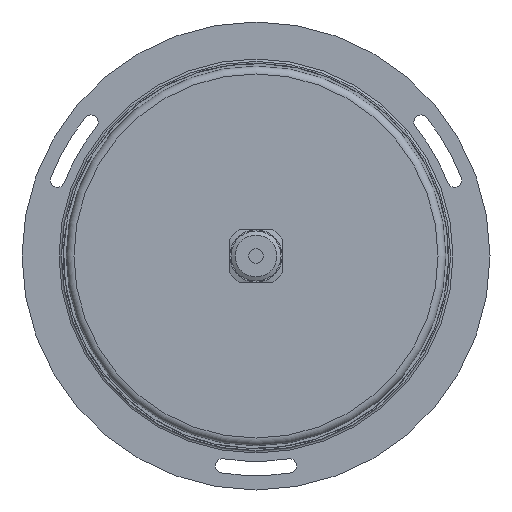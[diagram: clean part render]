
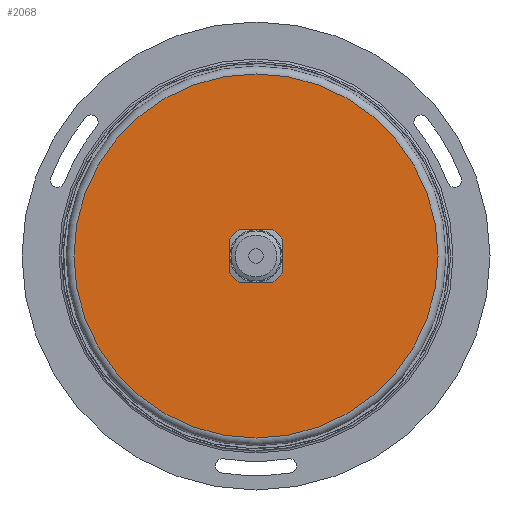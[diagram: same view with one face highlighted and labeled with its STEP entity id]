
A CAD part, front view. The second image highlights one B-rep face of the part: STEP entity #2068.
In plain terms, the highlighted planar face has unit normal (0, -1, 0).
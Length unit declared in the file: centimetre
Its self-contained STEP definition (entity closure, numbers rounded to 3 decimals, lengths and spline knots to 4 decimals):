
#33=FACE_BOUND('',#417,.T.);
#121=PLANE('',#2211);
#287=FACE_OUTER_BOUND('',#416,.T.);
#416=EDGE_LOOP('',(#1522));
#417=EDGE_LOOP('',(#1523));
#664=CIRCLE('',#2212,7.625);
#665=CIRCLE('',#2213,1.05);
#993=VERTEX_POINT('',#3424);
#994=VERTEX_POINT('',#3426);
#1204=EDGE_CURVE('',#993,#993,#664,.T.);
#1205=EDGE_CURVE('',#994,#994,#665,.T.);
#1522=ORIENTED_EDGE('',*,*,#1204,.T.);
#1523=ORIENTED_EDGE('',*,*,#1205,.T.);
#2068=ADVANCED_FACE('',(#287,#33),#121,.F.);
#2211=AXIS2_PLACEMENT_3D('',#3423,#2479,#2480);
#2212=AXIS2_PLACEMENT_3D('',#3425,#2481,#2482);
#2213=AXIS2_PLACEMENT_3D('',#3427,#2483,#2484);
#2479=DIRECTION('center_axis',(0.,1.,0.));
#2480=DIRECTION('ref_axis',(0.,0.,1.));
#2481=DIRECTION('center_axis',(0.,-1.,0.));
#2482=DIRECTION('ref_axis',(-1.,0.,0.));
#2483=DIRECTION('center_axis',(0.,1.,0.));
#2484=DIRECTION('ref_axis',(-1.,0.,0.));
#3423=CARTESIAN_POINT('Origin',(0.,-0.02,
3.45));
#3424=CARTESIAN_POINT('',(-7.625,-0.02,0.));
#3425=CARTESIAN_POINT('Origin',(0.,-0.02,
0.));
#3426=CARTESIAN_POINT('',(1.05,-0.02,0.));
#3427=CARTESIAN_POINT('Origin',(0.,-0.02,
0.));
